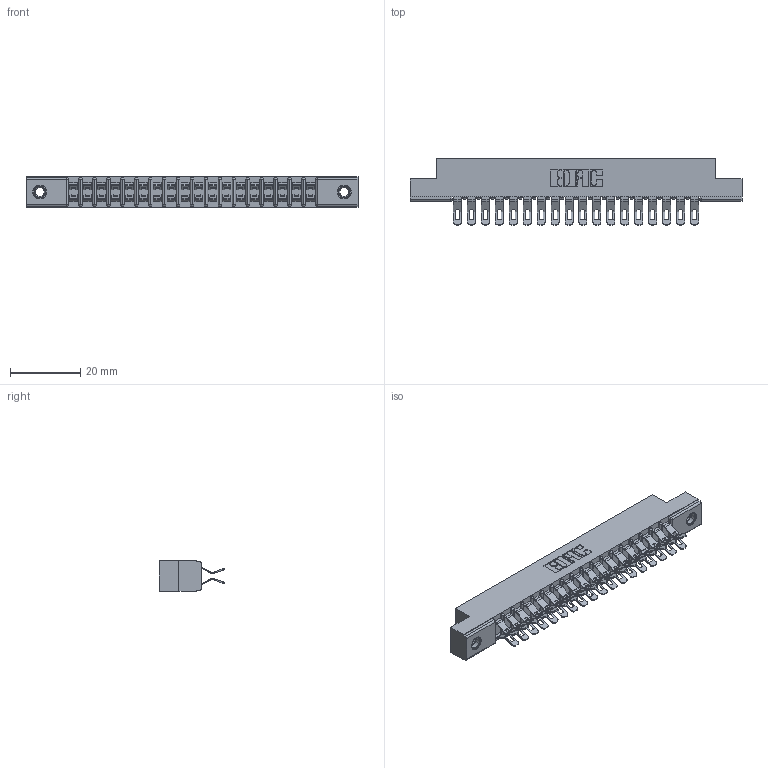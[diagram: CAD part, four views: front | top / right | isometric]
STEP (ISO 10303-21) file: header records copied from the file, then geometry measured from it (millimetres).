
FILE_DESCRIPTION (( 'STEP AP203' ), '1' );
FILE_NAME ('357-036-555-207.STEP', '2019-09-18T03:29:43', ( '' ), ( '' ), 'SwSTEP 2.0', 'SolidWorks 2016', '' );
FILE_SCHEMA (( 'CONFIG_CONTROL_DESIGN' ));
Length unit declared in the file: inch
Products named in the file (4): 345-250-001_345-250-005-103; 307 Part_.156 Dia Mounting Holes; 357-036-555-207; 307-290-001_555
Assembly tree (39 placements, depth 2):
  357-036-555-207
    307 Part_.156 Dia Mounting Holes
    307-290-001_555  x36
    345-250-001_345-250-005-103  x2
Bounding box: 94.34 x 18.75 x 8.71 mm (x, y, z)
Volume: 6264.8 mm3; surface area: 11487 mm2
Topology: 39 solids, 39 shells, 2393 faces, 6975 edges, 4542 vertices
Faces by surface type: plane 1326, cylinder 1013, sphere 38, cone 12, torus 4
Entity records: 20688 total; most frequent: CARTESIAN_POINT 3381, ORIENTED_EDGE 3344, DIRECTION 3338, EDGE_CURVE 1672, LINE 1260, VECTOR 1260, VERTEX_POINT 1082, AXIS2_PLACEMENT_3D 1039
